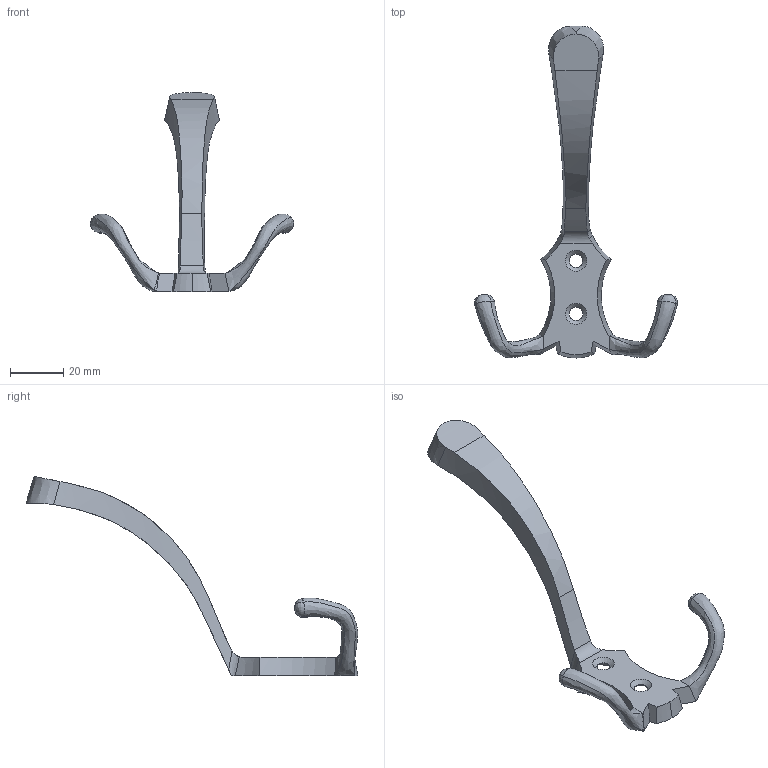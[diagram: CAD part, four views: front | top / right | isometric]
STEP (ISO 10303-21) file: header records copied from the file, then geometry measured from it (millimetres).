
FILE_DESCRIPTION(/* description */ (''),/* implementation_level */ '2;1');
FILE_NAME(/* name */ 'WZ-A0-K24.stp',/* time_stamp */ '2024-02-12T08:14:53+01:00',/* author */ ('BartlomiejH'),/* organization */ (''),/* preprocessor_version */ 'ST-DEVELOPER v19.2',/* originating_system */ 'Autodesk Inventor 2023',/* authorisation */ '');
FILE_SCHEMA (('AUTOMOTIVE_DESIGN { 1 0 10303 214 3 1 1 }'));
Length unit declared in the file: millimetre
Products named in the file (1): WZ-A0-K24
Bounding box: 76.56 x 125 x 75 mm (x, y, z)
Volume: 9575.1 mm3; surface area: 10044.6 mm2
Topology: 1 solids, 1 shells, 76 faces, 226 edges, 152 vertices
Faces by surface type: bspline 50, plane 13, cylinder 11, cone 2
Full cylindrical faces by diameter (mm): 5 x2
Entity records: 6201 total; most frequent: CARTESIAN_POINT 4532, ORIENTED_EDGE 452, EDGE_CURVE 226, DIRECTION 154, B_SPLINE_CURVE_WITH_KNOTS 153, VERTEX_POINT 152, EDGE_LOOP 80, FACE_OUTER_BOUND 76
